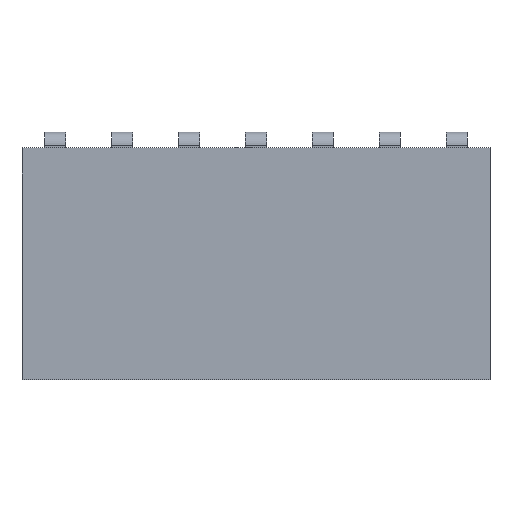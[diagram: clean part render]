
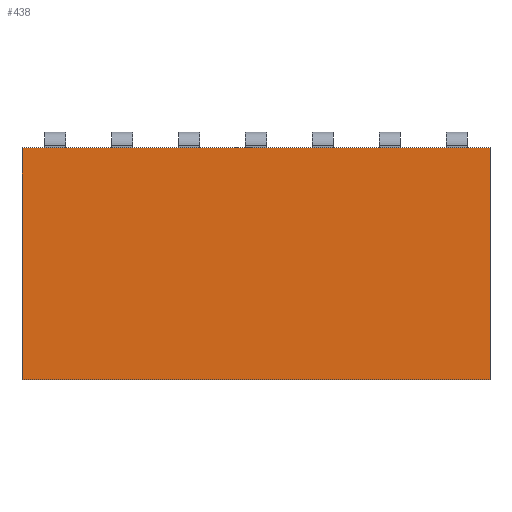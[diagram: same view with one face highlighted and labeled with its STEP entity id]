
A CAD part, top view. The second image highlights one B-rep face of the part: STEP entity #438.
In plain terms, the highlighted planar face has unit normal (0, 0, 1).
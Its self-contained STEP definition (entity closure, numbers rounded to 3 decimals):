
#438=ADVANCED_FACE('',(#4189),#4191,.T.);
#4189=FACE_BOUND('',#4190,.T.);
#4190=EDGE_LOOP('',(#7151,#7152,#7153,#7154));
#4191=PLANE('',#4192);
#4192=AXIS2_PLACEMENT_3D('',#4193,#4194,#4195);
#4193=CARTESIAN_POINT('',(-0.635,-4.625,1.8));
#4194=DIRECTION('',(0.,0.,1.));
#4195=DIRECTION('',(1.,0.,0.));
#7151=ORIENTED_EDGE('',*,*,#9327,.T.);
#7152=ORIENTED_EDGE('',*,*,#9324,.T.);
#7153=ORIENTED_EDGE('',*,*,#9264,.F.);
#7154=ORIENTED_EDGE('',*,*,#9272,.F.);
#9264=EDGE_CURVE('',#10464,#10466,#10467,.T.);
#9272=EDGE_CURVE('',#10477,#10464,#10479,.T.);
#9324=EDGE_CURVE('',#10559,#10466,#10560,.T.);
#9327=EDGE_CURVE('',#10477,#10559,#10564,.T.);
#10464=VERTEX_POINT('',#12471);
#10466=VERTEX_POINT('',#12475);
#10467=LINE('',#12476,#12477);
#10477=VERTEX_POINT('',#12500);
#10479=LINE('',#12504,#12505);
#10559=VERTEX_POINT('',#12688);
#10560=LINE('',#12689,#12690);
#10564=LINE('',#12699,#12700);
#12471=CARTESIAN_POINT('',(-0.635,-0.225,1.8));
#12475=CARTESIAN_POINT('',(8.255,-0.225,1.8));
#12476=CARTESIAN_POINT('',(-0.635,-0.225,1.8));
#12477=VECTOR('',#12478,1.);
#12478=DIRECTION('',(1.,0.,0.));
#12500=CARTESIAN_POINT('',(-0.635,-4.625,1.8));
#12504=CARTESIAN_POINT('',(-0.635,-4.625,1.8));
#12505=VECTOR('',#12506,1.);
#12506=DIRECTION('',(0.,1.,0.));
#12688=CARTESIAN_POINT('',(8.255,-4.625,1.8));
#12689=CARTESIAN_POINT('',(8.255,-4.625,1.8));
#12690=VECTOR('',#12691,1.);
#12691=DIRECTION('',(0.,1.,0.));
#12699=CARTESIAN_POINT('',(-0.635,-4.625,1.8));
#12700=VECTOR('',#12701,1.);
#12701=DIRECTION('',(1.,0.,0.));
